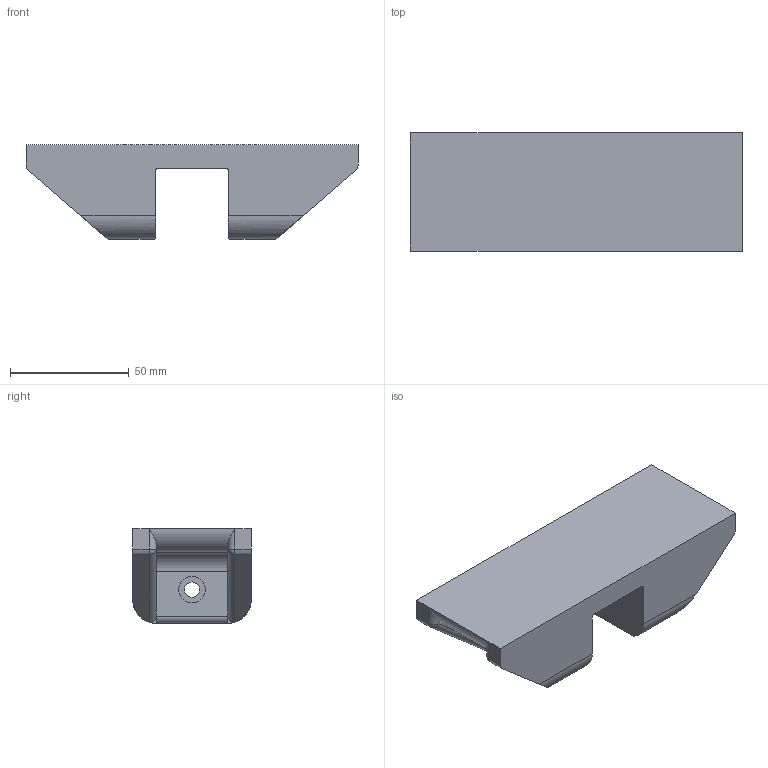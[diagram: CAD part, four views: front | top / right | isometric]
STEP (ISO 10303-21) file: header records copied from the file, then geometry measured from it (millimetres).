
FILE_DESCRIPTION((''),'2;1');
FILE_NAME('FYBUFPR011','2025-05-26T20:37:35',('t-gamer'),(''),'CREO PARAMETRIC BY PTC INC, 2024063','CREO PARAMETRIC BY PTC INC, 2024063','');
FILE_SCHEMA(('CONFIG_CONTROL_DESIGN'));
Length unit declared in the file: millimetre
Products named in the file (1): FYBUFPR011
Bounding box: 140 x 50 x 40 mm (x, y, z)
Volume: 145155.9 mm3; surface area: 29247.7 mm2
Topology: 1 solids, 1 shells, 68 faces, 172 edges, 108 vertices
Faces by surface type: cylinder 34, plane 30, sphere 4
Entity records: 2166 total; most frequent: CARTESIAN_POINT 476, DIRECTION 344, ORIENTED_EDGE 344, EDGE_CURVE 172, AXIS2_PLACEMENT_3D 124, VERTEX_POINT 108, VECTOR 96, LINE 96
